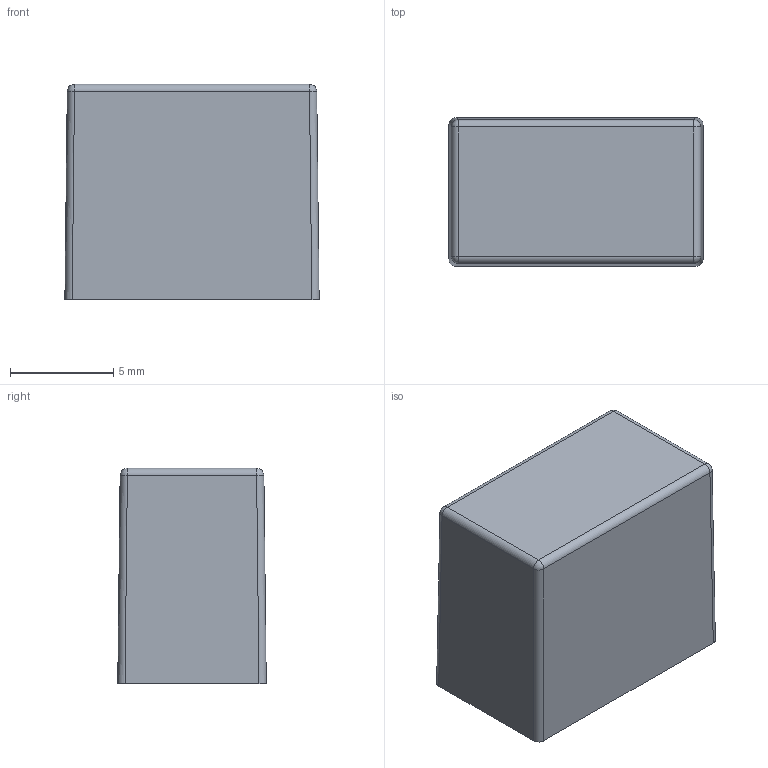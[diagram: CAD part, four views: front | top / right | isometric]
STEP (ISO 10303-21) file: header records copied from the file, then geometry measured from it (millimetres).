
FILE_DESCRIPTION(/* description */ (''),/* implementation_level */ '2;1');
FILE_NAME(/* name */ 'TADxxx.stp',/* time_stamp */ '2021-01-12T09:07:32-06:00',/* author */ ('mwilliams'),/* organization */ (''),/* preprocessor_version */ 'ST-DEVELOPER v18',/* originating_system */ 'Autodesk Inventor 2020',/* authorisation */ '');
FILE_SCHEMA (('AUTOMOTIVE_DESIGN { 1 0 10303 214 3 1 1 }'));
Length unit declared in the file: millimetre
Products named in the file (1): TADWHT
Bounding box: 12.29 x 7.18 x 10.41 mm (x, y, z)
Volume: 402.5 mm3; surface area: 1023.3 mm2
Topology: 1 solids, 1 shells, 95 faces, 264 edges, 172 vertices
Faces by surface type: plane 65, cylinder 26, sphere 4
Entity records: 3055 total; most frequent: CARTESIAN_POINT 532, ORIENTED_EDGE 528, DIRECTION 508, EDGE_CURVE 264, LINE 212, VECTOR 212, VERTEX_POINT 172, AXIS2_PLACEMENT_3D 148
